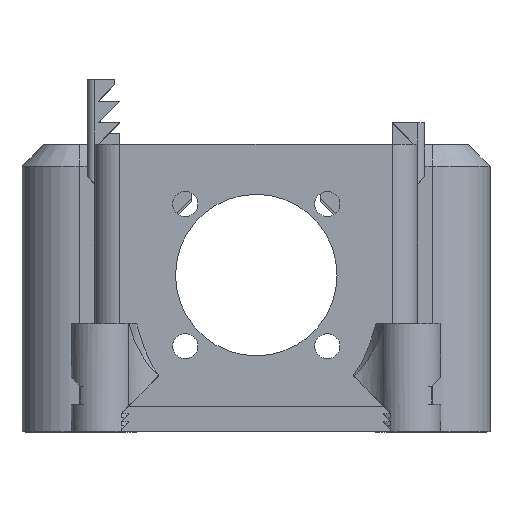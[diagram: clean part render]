
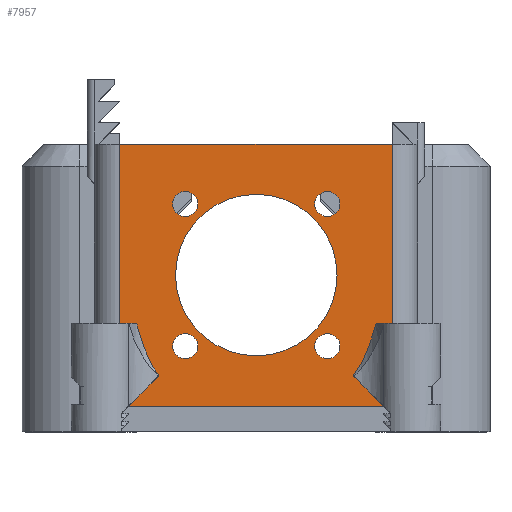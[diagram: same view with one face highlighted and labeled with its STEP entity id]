
A CAD part, top view. The second image highlights one B-rep face of the part: STEP entity #7957.
In plain terms, the highlighted planar face has unit normal (0, 0, 1).
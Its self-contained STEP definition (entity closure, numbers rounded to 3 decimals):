
#114=B_SPLINE_CURVE_WITH_KNOTS('',3,(#12254,#12255,#12256,#12257,#12258,
#12259,#12260,#12261),.UNSPECIFIED.,.F.,.F.,(4,2,2,4),(0.,0.297,
0.685,0.78),.UNSPECIFIED.);
#117=B_SPLINE_CURVE_WITH_KNOTS('',3,(#12287,#12288,#12289,#12290,#12291,
#12292,#12293,#12294),.UNSPECIFIED.,.F.,.F.,(4,2,2,4),(0.649,
0.665,0.941,1.412),.UNSPECIFIED.);
#282=FACE_BOUND('',#1199,.T.);
#283=FACE_BOUND('',#1200,.T.);
#284=FACE_BOUND('',#1201,.T.);
#285=FACE_BOUND('',#1202,.T.);
#286=FACE_BOUND('',#1203,.T.);
#377=CIRCLE('',#8521,18.);
#378=CIRCLE('',#8522,18.);
#379=CIRCLE('',#8523,1.75);
#380=CIRCLE('',#8524,1.75);
#381=CIRCLE('',#8525,1.75);
#382=CIRCLE('',#8526,11.25);
#383=CIRCLE('',#8527,1.75);
#751=FACE_OUTER_BOUND('',#1198,.T.);
#1198=EDGE_LOOP('',(#5819,#5820,#5821,#5822,#5823,#5824,#5825,#5826,#5827,
#5828,#5829,#5830));
#1199=EDGE_LOOP('',(#5831));
#1200=EDGE_LOOP('',(#5832));
#1201=EDGE_LOOP('',(#5833));
#1202=EDGE_LOOP('',(#5834));
#1203=EDGE_LOOP('',(#5835));
#1771=LINE('',#12283,#2598);
#1772=LINE('',#12285,#2599);
#1773=LINE('',#12298,#2600);
#1774=LINE('',#12300,#2601);
#1775=LINE('',#12302,#2602);
#1776=LINE('',#12304,#2603);
#1777=LINE('',#12306,#2604);
#1778=LINE('',#12308,#2605);
#2598=VECTOR('',#9734,10.);
#2599=VECTOR('',#9735,10.);
#2600=VECTOR('',#9738,10.);
#2601=VECTOR('',#9739,10.);
#2602=VECTOR('',#9740,10.);
#2603=VECTOR('',#9741,10.);
#2604=VECTOR('',#9742,10.);
#2605=VECTOR('',#9745,10.);
#3441=VERTEX_POINT('',#12248);
#3442=VERTEX_POINT('',#12253);
#3444=VERTEX_POINT('',#12281);
#3445=VERTEX_POINT('',#12282);
#3446=VERTEX_POINT('',#12284);
#3447=VERTEX_POINT('',#12286);
#3448=VERTEX_POINT('',#12295);
#3449=VERTEX_POINT('',#12297);
#3450=VERTEX_POINT('',#12299);
#3451=VERTEX_POINT('',#12301);
#3452=VERTEX_POINT('',#12303);
#3453=VERTEX_POINT('',#12305);
#3454=VERTEX_POINT('',#12309);
#3455=VERTEX_POINT('',#12311);
#3456=VERTEX_POINT('',#12313);
#3457=VERTEX_POINT('',#12315);
#3458=VERTEX_POINT('',#12317);
#4325=EDGE_CURVE('',#3441,#3442,#114,.F.);
#4328=EDGE_CURVE('',#3444,#3445,#1771,.T.);
#4329=EDGE_CURVE('',#3445,#3446,#1772,.T.);
#4330=EDGE_CURVE('',#3447,#3446,#117,.F.);
#4331=EDGE_CURVE('',#3447,#3448,#377,.T.);
#4332=EDGE_CURVE('',#3448,#3449,#1773,.T.);
#4333=EDGE_CURVE('',#3450,#3449,#1774,.T.);
#4334=EDGE_CURVE('',#3451,#3450,#1775,.T.);
#4335=EDGE_CURVE('',#3452,#3451,#1776,.T.);
#4336=EDGE_CURVE('',#3452,#3453,#1777,.T.);
#4337=EDGE_CURVE('',#3453,#3442,#378,.T.);
#4338=EDGE_CURVE('',#3444,#3441,#1778,.T.);
#4339=EDGE_CURVE('',#3454,#3454,#379,.T.);
#4340=EDGE_CURVE('',#3455,#3455,#380,.T.);
#4341=EDGE_CURVE('',#3456,#3456,#381,.T.);
#4342=EDGE_CURVE('',#3457,#3457,#382,.T.);
#4343=EDGE_CURVE('',#3458,#3458,#383,.T.);
#5819=ORIENTED_EDGE('',*,*,#4328,.T.);
#5820=ORIENTED_EDGE('',*,*,#4329,.T.);
#5821=ORIENTED_EDGE('',*,*,#4330,.F.);
#5822=ORIENTED_EDGE('',*,*,#4331,.T.);
#5823=ORIENTED_EDGE('',*,*,#4332,.T.);
#5824=ORIENTED_EDGE('',*,*,#4333,.F.);
#5825=ORIENTED_EDGE('',*,*,#4334,.F.);
#5826=ORIENTED_EDGE('',*,*,#4335,.F.);
#5827=ORIENTED_EDGE('',*,*,#4336,.T.);
#5828=ORIENTED_EDGE('',*,*,#4337,.T.);
#5829=ORIENTED_EDGE('',*,*,#4325,.F.);
#5830=ORIENTED_EDGE('',*,*,#4338,.F.);
#5831=ORIENTED_EDGE('',*,*,#4339,.T.);
#5832=ORIENTED_EDGE('',*,*,#4340,.T.);
#5833=ORIENTED_EDGE('',*,*,#4341,.T.);
#5834=ORIENTED_EDGE('',*,*,#4342,.T.);
#5835=ORIENTED_EDGE('',*,*,#4343,.T.);
#7640=PLANE('',#8520);
#7957=ADVANCED_FACE('',(#751,#282,#283,#284,#285,#286),#7640,.T.);
#8520=AXIS2_PLACEMENT_3D('',#12280,#9732,#9733);
#8521=AXIS2_PLACEMENT_3D('',#12296,#9736,#9737);
#8522=AXIS2_PLACEMENT_3D('',#12307,#9743,#9744);
#8523=AXIS2_PLACEMENT_3D('',#12310,#9746,#9747);
#8524=AXIS2_PLACEMENT_3D('',#12312,#9748,#9749);
#8525=AXIS2_PLACEMENT_3D('',#12314,#9750,#9751);
#8526=AXIS2_PLACEMENT_3D('',#12316,#9752,#9753);
#8527=AXIS2_PLACEMENT_3D('',#12318,#9754,#9755);
#9732=DIRECTION('center_axis',(0.,0.,1.));
#9733=DIRECTION('ref_axis',(1.,0.,0.));
#9734=DIRECTION('',(1.,0.,0.));
#9735=DIRECTION('',(-0.707,0.707,0.));
#9736=DIRECTION('center_axis',(0.,0.,1.));
#9737=DIRECTION('ref_axis',(-1.,0.,0.));
#9738=DIRECTION('',(1.,0.,0.));
#9739=DIRECTION('',(0.,-1.,0.));
#9740=DIRECTION('',(1.,0.,0.));
#9741=DIRECTION('',(0.,1.,0.));
#9742=DIRECTION('',(1.,0.,0.));
#9743=DIRECTION('center_axis',(0.,0.,1.));
#9744=DIRECTION('ref_axis',(-1.,0.,0.));
#9745=DIRECTION('',(0.707,0.707,0.));
#9746=DIRECTION('center_axis',(0.,0.,-1.));
#9747=DIRECTION('ref_axis',(-1.,0.,0.));
#9748=DIRECTION('center_axis',(0.,0.,-1.));
#9749=DIRECTION('ref_axis',(-1.,0.,0.));
#9750=DIRECTION('center_axis',(0.,0.,-1.));
#9751=DIRECTION('ref_axis',(-1.,0.,0.));
#9752=DIRECTION('center_axis',(0.,0.,-1.));
#9753=DIRECTION('ref_axis',(-1.,0.,0.));
#9754=DIRECTION('center_axis',(0.,0.,-1.));
#9755=DIRECTION('ref_axis',(-1.,0.,0.));
#12248=CARTESIAN_POINT('',(-13.516,7.734,39.399));
#12253=CARTESIAN_POINT('',(-16.622,14.943,39.399));
#12254=CARTESIAN_POINT('Ctrl Pts',(-16.622,14.943,39.399));
#12255=CARTESIAN_POINT('Ctrl Pts',(-16.382,13.982,39.399));
#12256=CARTESIAN_POINT('Ctrl Pts',(-16.098,13.012,39.399));
#12257=CARTESIAN_POINT('Ctrl Pts',(-15.332,10.86,39.399));
#12258=CARTESIAN_POINT('Ctrl Pts',(-14.775,9.592,39.399));
#12259=CARTESIAN_POINT('Ctrl Pts',(-13.896,8.241,39.399));
#12260=CARTESIAN_POINT('Ctrl Pts',(-13.712,7.982,39.399));
#12261=CARTESIAN_POINT('Ctrl Pts',(-13.516,7.734,39.399));
#12280=CARTESIAN_POINT('Origin',(-22.5,0.,39.399));
#12281=CARTESIAN_POINT('',(-17.75,3.5,39.399));
#12282=CARTESIAN_POINT('',(17.75,3.5,39.399));
#12283=CARTESIAN_POINT('',(-2.375,3.5,39.399));
#12284=CARTESIAN_POINT('',(13.551,7.699,39.399));
#12285=CARTESIAN_POINT('',(17.75,3.5,39.399));
#12286=CARTESIAN_POINT('',(16.628,14.758,39.399));
#12287=CARTESIAN_POINT('Ctrl Pts',(13.551,7.699,39.399));
#12288=CARTESIAN_POINT('Ctrl Pts',(13.583,7.74,39.399));
#12289=CARTESIAN_POINT('Ctrl Pts',(13.615,7.781,39.399));
#12290=CARTESIAN_POINT('Ctrl Pts',(14.208,8.556,39.399));
#12291=CARTESIAN_POINT('Ctrl Pts',(14.676,9.394,39.399));
#12292=CARTESIAN_POINT('Ctrl Pts',(15.725,11.651,39.399));
#12293=CARTESIAN_POINT('Ctrl Pts',(16.237,13.239,39.399));
#12294=CARTESIAN_POINT('Ctrl Pts',(16.628,14.758,39.399));
#12295=CARTESIAN_POINT('',(16.728,15.,39.399));
#12296=CARTESIAN_POINT('Origin',(0.041,21.75,39.399));
#12297=CARTESIAN_POINT('',(19.,15.,39.399));
#12298=CARTESIAN_POINT('',(-0.5,15.,39.399));
#12299=CARTESIAN_POINT('',(19.,40.,39.399));
#12300=CARTESIAN_POINT('',(19.,0.,39.399));
#12301=CARTESIAN_POINT('',(-19.,40.,39.399));
#12302=CARTESIAN_POINT('',(22.5,40.,39.399));
#12303=CARTESIAN_POINT('',(-19.,15.,39.399));
#12304=CARTESIAN_POINT('',(-19.,0.,39.399));
#12305=CARTESIAN_POINT('',(-16.645,15.,39.399));
#12306=CARTESIAN_POINT('',(-22.,15.,39.399));
#12307=CARTESIAN_POINT('Origin',(0.041,21.75,39.399));
#12308=CARTESIAN_POINT('',(-17.75,3.5,39.399));
#12309=CARTESIAN_POINT('',(-8.109,31.65,39.399));
#12310=CARTESIAN_POINT('Origin',(-9.859,31.65,39.399));
#12311=CARTESIAN_POINT('',(-8.109,11.85,39.399));
#12312=CARTESIAN_POINT('Origin',(-9.859,11.85,39.399));
#12313=CARTESIAN_POINT('',(11.691,31.65,39.399));
#12314=CARTESIAN_POINT('Origin',(9.941,31.65,39.399));
#12315=CARTESIAN_POINT('',(11.291,21.75,39.399));
#12316=CARTESIAN_POINT('Origin',(0.041,21.75,39.399));
#12317=CARTESIAN_POINT('',(11.691,11.85,39.399));
#12318=CARTESIAN_POINT('Origin',(9.941,11.85,39.399));
